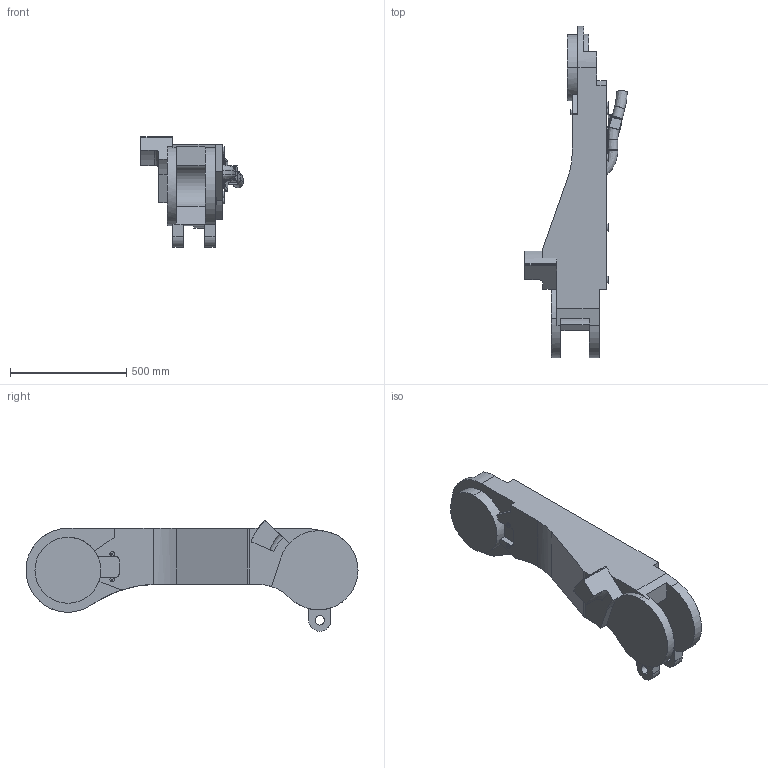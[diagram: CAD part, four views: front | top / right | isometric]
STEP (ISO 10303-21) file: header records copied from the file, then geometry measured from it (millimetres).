
FILE_DESCRIPTION (( 'STEP AP203' ), '1' );
FILE_NAME ('430-j2-2_Default_sldprt.STEP', '2021-08-15T18:12:44', ( '' ), ( '' ), 'SwSTEP 2.0', 'SolidWorks 2021', '' );
FILE_SCHEMA (( 'CONFIG_CONTROL_DESIGN' ));
Length unit declared in the file: millimetre
Products named in the file (1): 430-j2-2_Default_sldprt
Bounding box: 439.16 x 1425 x 474.68 mm (x, y, z)
Volume: 60795553.3 mm3; surface area: 1742337.6 mm2
Topology: 1 solids, 1 shells, 253 faces, 687 edges, 446 vertices
Faces by surface type: plane 142, cylinder 94, bspline 17
Entity records: 8928 total; most frequent: CARTESIAN_POINT 2525, ORIENTED_EDGE 1374, DIRECTION 1273, EDGE_CURVE 687, AXIS2_PLACEMENT_3D 459, VERTEX_POINT 446, LINE 355, VECTOR 355
